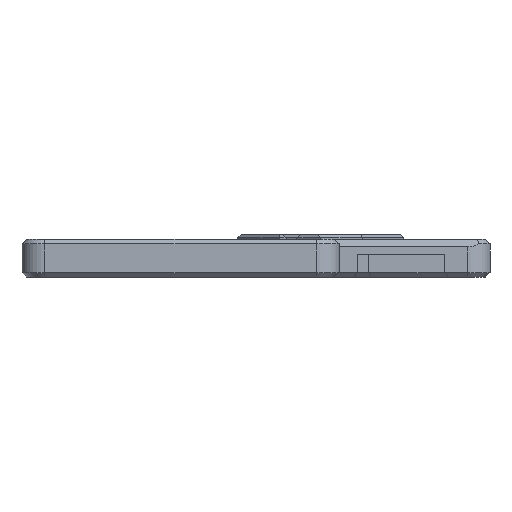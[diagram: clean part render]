
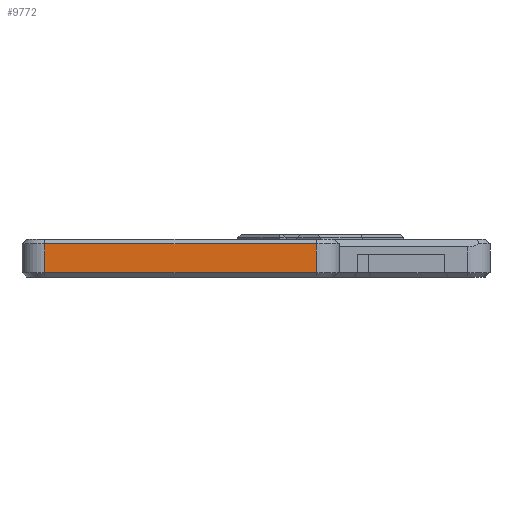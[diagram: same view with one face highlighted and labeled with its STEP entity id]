
A CAD part, left-side view. The second image highlights one B-rep face of the part: STEP entity #9772.
In plain terms, the highlighted planar face has unit normal (-1, 0, 0).
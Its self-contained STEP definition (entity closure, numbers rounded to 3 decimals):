
#750=FACE_OUTER_BOUND('',#1334,.T.);
#1334=EDGE_LOOP('',(#7477,#7478,#7479,#7480));
#2121=LINE('',#14848,#3275);
#2162=LINE('',#15036,#3316);
#2199=LINE('',#15126,#3353);
#2216=LINE('',#15156,#3370);
#3275=VECTOR('',#11915,1000.);
#3316=VECTOR('',#12068,1000.);
#3353=VECTOR('',#12167,1000.);
#3370=VECTOR('',#12198,1000.);
#4276=VERTEX_POINT('',#14602);
#4349=VERTEX_POINT('',#14842);
#4387=VERTEX_POINT('',#15035);
#4409=VERTEX_POINT('',#15125);
#5381=EDGE_CURVE('',#4276,#4349,#2121,.T.);
#5453=EDGE_CURVE('',#4276,#4387,#2162,.T.);
#5499=EDGE_CURVE('',#4409,#4387,#2199,.T.);
#5516=EDGE_CURVE('',#4349,#4409,#2216,.T.);
#7477=ORIENTED_EDGE('',*,*,#5516,.T.);
#7478=ORIENTED_EDGE('',*,*,#5499,.T.);
#7479=ORIENTED_EDGE('',*,*,#5453,.F.);
#7480=ORIENTED_EDGE('',*,*,#5381,.T.);
#9318=PLANE('',#10494);
#9772=ADVANCED_FACE('',(#750),#9318,.F.);
#10494=AXIS2_PLACEMENT_3D('',#15155,#12196,#12197);
#11915=DIRECTION('',(0.,1.,0.));
#12068=DIRECTION('',(0.,0.,-1.));
#12167=DIRECTION('',(0.,-1.,0.));
#12196=DIRECTION('center_axis',(1.,0.,0.));
#12197=DIRECTION('ref_axis',(0.,1.,0.));
#12198=DIRECTION('',(0.,0.,-1.));
#14602=CARTESIAN_POINT('',(80.,-14.602,-33.202));
#14842=CARTESIAN_POINT('',(80.,21.398,-33.202));
#14848=CARTESIAN_POINT('',(80.,-14.602,-33.202));
#15035=CARTESIAN_POINT('',(80.,-14.602,-37.002));
#15036=CARTESIAN_POINT('',(80.,-14.602,-33.202));
#15125=CARTESIAN_POINT('',(80.,21.398,-37.002));
#15126=CARTESIAN_POINT('',(80.,21.398,-37.002));
#15155=CARTESIAN_POINT('Origin',(80.,24.398,-35.602));
#15156=CARTESIAN_POINT('',(80.,21.398,-33.202));
